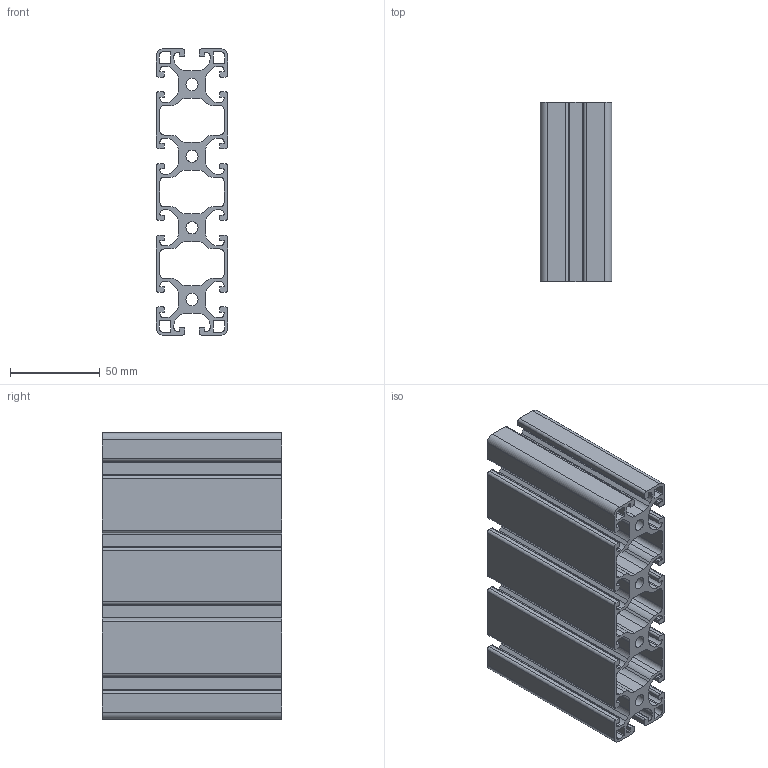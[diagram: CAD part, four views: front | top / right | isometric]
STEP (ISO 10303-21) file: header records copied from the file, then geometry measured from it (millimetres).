
FILE_DESCRIPTION( ( 'Unknown' ), '1' );
FILE_NAME( '7118186', 'Unknown', ( 'Unknown' ), ( 'JUGARD+KÜNSTNER GmbH' ), 'XStep 1.0', 'Unknown', ' ' );
FILE_SCHEMA( ( 'automotive_design' ) );
Length unit declared in the file: millimetre
Products named in the file (1): 1
Bounding box: 40 x 100 x 160 mm (x, y, z)
Volume: 209704 mm3; surface area: 141281.1 mm2
Topology: 1 solids, 1 shells, 378 faces, 1128 edges, 752 vertices
Faces by surface type: cylinder 200, plane 178
Full cylindrical faces by diameter (mm): 6.8 x4
Entity records: 15896 total; most frequent: DIRECTION 2282, CARTESIAN_POINT 2255, ORIENTED_EDGE 2248, EDGE_CURVE 1124, AXIS2_PLACEMENT_3D 779, VERTEX_POINT 752, LINE 724, VECTOR 724
